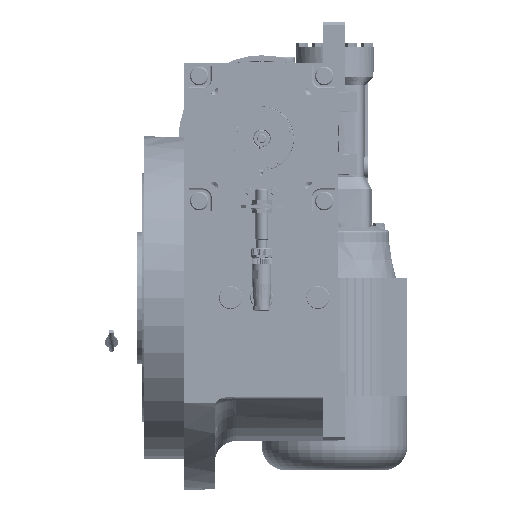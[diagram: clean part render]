
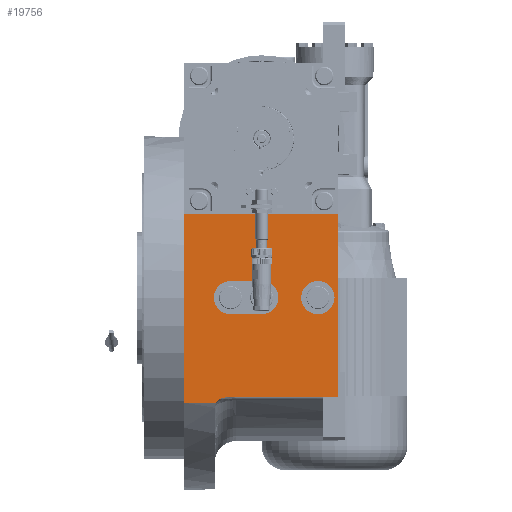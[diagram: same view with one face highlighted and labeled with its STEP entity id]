
A CAD part, left-side view. The second image highlights one B-rep face of the part: STEP entity #19756.
In plain terms, the highlighted planar face has unit normal (-1, 0, 0).
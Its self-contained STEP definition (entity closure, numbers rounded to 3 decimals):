
#328 = AXIS2_PLACEMENT_3D ( 'NONE', #128873, #69661, #16068 ) ;
#3075 = DIRECTION ( 'NONE',  ( -1., 0., 0. ) ) ;
#3171 = CARTESIAN_POINT ( 'NONE',  ( -155., 0., 32. ) ) ;
#4922 = DIRECTION ( 'NONE',  ( 0., 0., 1. ) ) ;
#8141 = EDGE_CURVE ( 'NONE', #20980, #123301, #148186, .T. ) ;
#10617 = VERTEX_POINT ( 'NONE', #50390 ) ;
#12190 = EDGE_LOOP ( 'NONE', ( #36994, #180774 ) ) ;
#15728 = CARTESIAN_POINT ( 'NONE',  ( -155., 0., 16. ) ) ;
#16068 = DIRECTION ( 'NONE',  ( 0., -1., 0. ) ) ;
#17933 = VERTEX_POINT ( 'NONE', #27032 ) ;
#18002 = VERTEX_POINT ( 'NONE', #15728 ) ;
#18039 = LINE ( 'NONE', #63086, #165377 ) ;
#18656 = DIRECTION ( 'NONE',  ( -1., 0., 0. ) ) ;
#19471 = CARTESIAN_POINT ( 'NONE',  ( -155., 43.657, -100.995 ) ) ;
#19756 = ADVANCED_FACE ( 'NONE', ( #89519, #149593, #34985, #133675, #34056 ), #32195, .T. ) ;
#19773 = DIRECTION ( 'NONE',  ( 0., 1., 0. ) ) ;
#20045 = DIRECTION ( 'NONE',  ( 0., 0.866, 0.5 ) ) ;
#20980 = VERTEX_POINT ( 'NONE', #101865 ) ;
#21573 = DIRECTION ( 'NONE',  ( 0., -1., 0. ) ) ;
#22494 = CARTESIAN_POINT ( 'NONE',  ( -155., 30., -16. ) ) ;
#22670 = EDGE_CURVE ( 'NONE', #63989, #115117, #171295, .T. ) ;
#23114 = ORIENTED_EDGE ( 'NONE', *, *, #127309, .T. ) ;
#24526 = EDGE_LOOP ( 'NONE', ( #131408, #122746, #61778, #98183 ) ) ;
#25578 = AXIS2_PLACEMENT_3D ( 'NONE', #62388, #185369, #156253 ) ;
#25967 = DIRECTION ( 'NONE',  ( 0., 1., 0. ) ) ;
#26539 = VECTOR ( 'NONE', #25967, 1000. ) ;
#27032 = CARTESIAN_POINT ( 'NONE',  ( -155., 2.1, 60. ) ) ;
#27319 = CARTESIAN_POINT ( 'NONE',  ( -155., 75., -100.995 ) ) ;
#28050 = VERTEX_POINT ( 'NONE', #91189 ) ;
#28159 = ORIENTED_EDGE ( 'NONE', *, *, #181919, .T. ) ;
#28492 = CARTESIAN_POINT ( 'NONE',  ( -155., -38., 0. ) ) ;
#28697 = EDGE_CURVE ( 'NONE', #18002, #127237, #130258, .T. ) ;
#28861 = DIRECTION ( 'NONE',  ( -1., 0., 0. ) ) ;
#29511 = DIRECTION ( 'NONE',  ( 0., 0., -1. ) ) ;
#30957 = CIRCLE ( 'NONE', #144959, 16. ) ;
#31532 = VECTOR ( 'NONE', #104173, 1000. ) ;
#32195 = PLANE ( 'NONE',  #59682 ) ;
#32244 = ORIENTED_EDGE ( 'NONE', *, *, #92262, .F. ) ;
#33651 = VERTEX_POINT ( 'NONE', #144580 ) ;
#33676 = CARTESIAN_POINT ( 'NONE',  ( -155., -54., 0. ) ) ;
#33985 = DIRECTION ( 'NONE',  ( 0., 1., 0. ) ) ;
#34056 = FACE_OUTER_BOUND ( 'NONE', #79207, .T. ) ;
#34985 = FACE_BOUND ( 'NONE', #38329, .T. ) ;
#35153 = CARTESIAN_POINT ( 'NONE',  ( -155., 30., -16. ) ) ;
#36994 = ORIENTED_EDGE ( 'NONE', *, *, #22670, .F. ) ;
#37376 = ORIENTED_EDGE ( 'NONE', *, *, #171305, .F. ) ;
#38329 = EDGE_LOOP ( 'NONE', ( #69740, #23114 ) ) ;
#42314 = CIRCLE ( 'NONE', #328, 2.1 ) ;
#42950 = AXIS2_PLACEMENT_3D ( 'NONE', #142947, #43363, #128888 ) ;
#43120 = DIRECTION ( 'NONE',  ( 1., 0., 0. ) ) ;
#43363 = DIRECTION ( 'NONE',  ( 1., 0., 0. ) ) ;
#43631 = CARTESIAN_POINT ( 'NONE',  ( -155., 0., 0. ) ) ;
#43778 = VERTEX_POINT ( 'NONE', #59712 ) ;
#47304 = DIRECTION ( 'NONE',  ( 0., 1., 0. ) ) ;
#50390 = CARTESIAN_POINT ( 'NONE',  ( -155., 0., -16. ) ) ;
#50689 = LINE ( 'NONE', #22494, #74433 ) ;
#53666 = DIRECTION ( 'NONE',  ( 0., 0., 1. ) ) ;
#55550 = AXIS2_PLACEMENT_3D ( 'NONE', #43631, #100955, #29511 ) ;
#56118 = CARTESIAN_POINT ( 'NONE',  ( -155., -54., 0. ) ) ;
#56532 = AXIS2_PLACEMENT_3D ( 'NONE', #3171, #104654, #47304 ) ;
#59491 = CIRCLE ( 'NONE', #56532, 2.1 ) ;
#59682 = AXIS2_PLACEMENT_3D ( 'NONE', #105476, #3075, #4922 ) ;
#59712 = CARTESIAN_POINT ( 'NONE',  ( -155., 75., 80. ) ) ;
#61778 = ORIENTED_EDGE ( 'NONE', *, *, #93665, .F. ) ;
#62045 = CARTESIAN_POINT ( 'NONE',  ( -155., -73., -96. ) ) ;
#62388 = CARTESIAN_POINT ( 'NONE',  ( -155., 30., 0. ) ) ;
#62776 = DIRECTION ( 'NONE',  ( 0., 1., 0. ) ) ;
#63086 = CARTESIAN_POINT ( 'NONE',  ( -155., -73., 80. ) ) ;
#63402 = CARTESIAN_POINT ( 'NONE',  ( -155., -73., -96. ) ) ;
#63921 = CARTESIAN_POINT ( 'NONE',  ( -155., 35., -96. ) ) ;
#63989 = VERTEX_POINT ( 'NONE', #146963 ) ;
#65024 = VECTOR ( 'NONE', #173621, 1000. ) ;
#65456 = ORIENTED_EDGE ( 'NONE', *, *, #127408, .F. ) ;
#68079 = LINE ( 'NONE', #175566, #31532 ) ;
#69661 = DIRECTION ( 'NONE',  ( 1., 0., 0. ) ) ;
#69740 = ORIENTED_EDGE ( 'NONE', *, *, #123854, .T. ) ;
#73237 = AXIS2_PLACEMENT_3D ( 'NONE', #151552, #148756, #20045 ) ;
#74433 = VECTOR ( 'NONE', #21573, 1000. ) ;
#74687 = ORIENTED_EDGE ( 'NONE', *, *, #8141, .T. ) ;
#75324 = VECTOR ( 'NONE', #19773, 1000. ) ;
#79207 = EDGE_LOOP ( 'NONE', ( #28159, #111209, #37376, #32244, #74687, #65456 ) ) ;
#85584 = EDGE_CURVE ( 'NONE', #115117, #63989, #30957, .T. ) ;
#87166 = CARTESIAN_POINT ( 'NONE',  ( -155., -2.1, 32. ) ) ;
#87529 = VERTEX_POINT ( 'NONE', #181450 ) ;
#89198 = VERTEX_POINT ( 'NONE', #87166 ) ;
#89519 = FACE_BOUND ( 'NONE', #24526, .T. ) ;
#91189 = CARTESIAN_POINT ( 'NONE',  ( -155., 75., -100.995 ) ) ;
#92262 = EDGE_CURVE ( 'NONE', #20980, #28050, #161348, .T. ) ;
#93665 = EDGE_CURVE ( 'NONE', #119311, #10617, #50689, .T. ) ;
#98183 = ORIENTED_EDGE ( 'NONE', *, *, #119418, .F. ) ;
#100955 = DIRECTION ( 'NONE',  ( -1., 0., 0. ) ) ;
#101812 = EDGE_CURVE ( 'NONE', #139913, #17933, #133564, .T. ) ;
#101865 = CARTESIAN_POINT ( 'NONE',  ( -155., 43.657, -100.995 ) ) ;
#103662 = EDGE_CURVE ( 'NONE', #10617, #18002, #109543, .T. ) ;
#104173 = DIRECTION ( 'NONE',  ( 0., 0., 1. ) ) ;
#104654 = DIRECTION ( 'NONE',  ( 1., 0., 0. ) ) ;
#104706 = EDGE_CURVE ( 'NONE', #87529, #43778, #18039, .T. ) ;
#105476 = CARTESIAN_POINT ( 'NONE',  ( -155., -73., -100.995 ) ) ;
#108467 = CARTESIAN_POINT ( 'NONE',  ( -155., -2.1, 60. ) ) ;
#109543 = CIRCLE ( 'NONE', #55550, 16. ) ;
#111209 = ORIENTED_EDGE ( 'NONE', *, *, #104706, .T. ) ;
#115117 = VERTEX_POINT ( 'NONE', #28492 ) ;
#116223 = EDGE_CURVE ( 'NONE', #17933, #139913, #123994, .T. ) ;
#119311 = VERTEX_POINT ( 'NONE', #35153 ) ;
#119418 = EDGE_CURVE ( 'NONE', #127237, #119311, #184684, .T. ) ;
#122746 = ORIENTED_EDGE ( 'NONE', *, *, #103662, .F. ) ;
#123301 = VERTEX_POINT ( 'NONE', #63921 ) ;
#123854 = EDGE_CURVE ( 'NONE', #33651, #89198, #59491, .T. ) ;
#123994 = CIRCLE ( 'NONE', #42950, 2.1 ) ;
#126097 = CARTESIAN_POINT ( 'NONE',  ( -155., 30., 16. ) ) ;
#126795 = DIRECTION ( 'NONE',  ( 0., -1., 0. ) ) ;
#127237 = VERTEX_POINT ( 'NONE', #126097 ) ;
#127309 = EDGE_CURVE ( 'NONE', #89198, #33651, #42314, .T. ) ;
#127408 = EDGE_CURVE ( 'NONE', #185856, #123301, #174846, .T. ) ;
#128873 = CARTESIAN_POINT ( 'NONE',  ( -155., 0., 32. ) ) ;
#128888 = DIRECTION ( 'NONE',  ( 0., 1., 0. ) ) ;
#130258 = LINE ( 'NONE', #156582, #26539 ) ;
#131408 = ORIENTED_EDGE ( 'NONE', *, *, #28697, .F. ) ;
#133564 = CIRCLE ( 'NONE', #160481, 2.1 ) ;
#133675 = FACE_BOUND ( 'NONE', #151003, .T. ) ;
#135359 = AXIS2_PLACEMENT_3D ( 'NONE', #56118, #28861, #184875 ) ;
#139913 = VERTEX_POINT ( 'NONE', #108467 ) ;
#142947 = CARTESIAN_POINT ( 'NONE',  ( -155., 0., 60. ) ) ;
#144580 = CARTESIAN_POINT ( 'NONE',  ( -155., 2.1, 32. ) ) ;
#144959 = AXIS2_PLACEMENT_3D ( 'NONE', #33676, #18656, #62776 ) ;
#146963 = CARTESIAN_POINT ( 'NONE',  ( -155., -70., 0. ) ) ;
#148186 = CIRCLE ( 'NONE', #73237, 10. ) ;
#148756 = DIRECTION ( 'NONE',  ( 1., 0., 0. ) ) ;
#149593 = FACE_BOUND ( 'NONE', #12190, .T. ) ;
#151003 = EDGE_LOOP ( 'NONE', ( #171898, #173815 ) ) ;
#151552 = CARTESIAN_POINT ( 'NONE',  ( -155., 35., -106. ) ) ;
#155134 = LINE ( 'NONE', #27319, #171986 ) ;
#155892 = CARTESIAN_POINT ( 'NONE',  ( -155., 0., 60. ) ) ;
#156253 = DIRECTION ( 'NONE',  ( 0., 0., 1. ) ) ;
#156582 = CARTESIAN_POINT ( 'NONE',  ( -155., 0., 16. ) ) ;
#160481 = AXIS2_PLACEMENT_3D ( 'NONE', #155892, #43120, #126795 ) ;
#161348 = LINE ( 'NONE', #19471, #65024 ) ;
#165377 = VECTOR ( 'NONE', #33985, 1000. ) ;
#171295 = CIRCLE ( 'NONE', #135359, 16. ) ;
#171305 = EDGE_CURVE ( 'NONE', #28050, #43778, #155134, .T. ) ;
#171898 = ORIENTED_EDGE ( 'NONE', *, *, #116223, .T. ) ;
#171986 = VECTOR ( 'NONE', #53666, 1000. ) ;
#173621 = DIRECTION ( 'NONE',  ( 0., 1., 0. ) ) ;
#173815 = ORIENTED_EDGE ( 'NONE', *, *, #101812, .T. ) ;
#174846 = LINE ( 'NONE', #62045, #75324 ) ;
#175566 = CARTESIAN_POINT ( 'NONE',  ( -155., -73., -96. ) ) ;
#180774 = ORIENTED_EDGE ( 'NONE', *, *, #85584, .F. ) ;
#181450 = CARTESIAN_POINT ( 'NONE',  ( -155., -73., 80. ) ) ;
#181919 = EDGE_CURVE ( 'NONE', #185856, #87529, #68079, .T. ) ;
#184684 = CIRCLE ( 'NONE', #25578, 16. ) ;
#184875 = DIRECTION ( 'NONE',  ( 0., -1., 0. ) ) ;
#185369 = DIRECTION ( 'NONE',  ( -1., 0., 0. ) ) ;
#185856 = VERTEX_POINT ( 'NONE', #63402 ) ;
